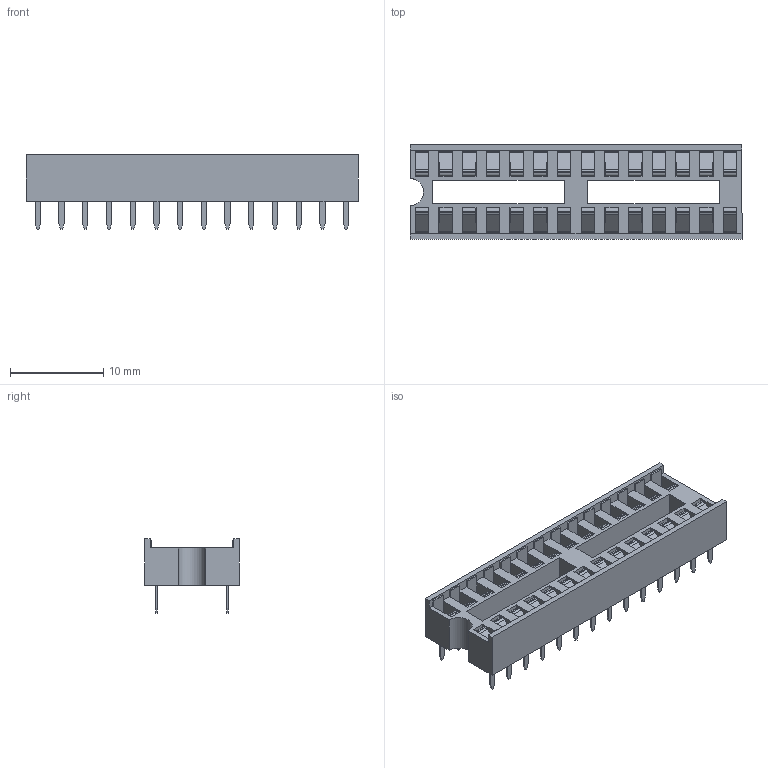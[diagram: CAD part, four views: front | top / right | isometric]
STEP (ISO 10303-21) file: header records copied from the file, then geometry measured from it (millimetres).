
FILE_DESCRIPTION (( 'STEP AP214' ), '1' );
FILE_NAME ('A670CFDE-C656-4A48-9A5D-9CDF2889C6BD.STEP', '2023-04-22T05:54:39', ( '' ), ( '' ), 'SwSTEP 2.0', 'SolidWorks 2022', '' );
FILE_SCHEMA (( 'AUTOMOTIVE_DESIGN' ));
Length unit declared in the file: millimetre
Products named in the file (1): A670CFDE-C656-4A48-9A5D-9CDF2889C6BD
Bounding box: 35.56 x 10.16 x 8 mm (x, y, z)
Volume: 864.6 mm3; surface area: 3466.5 mm2
Topology: 29 solids, 29 shells, 1196 faces, 3358 edges, 2220 vertices
Faces by surface type: plane 915, cylinder 281
Entity records: 38602 total; most frequent: CARTESIAN_POINT 6775, ORIENTED_EDGE 6716, DIRECTION 6314, EDGE_CURVE 3358, LINE 2796, VECTOR 2796, VERTEX_POINT 2220, AXIS2_PLACEMENT_3D 1759
